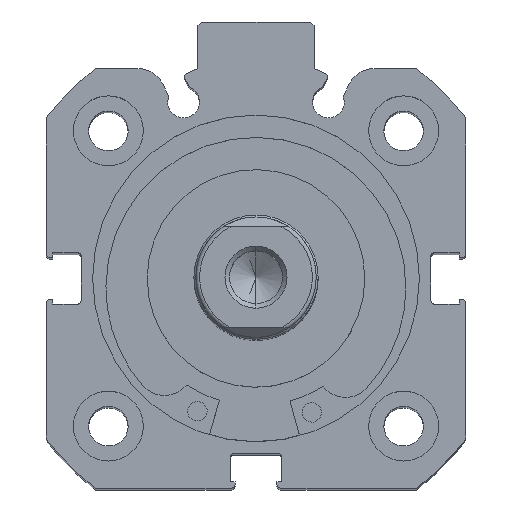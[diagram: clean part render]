
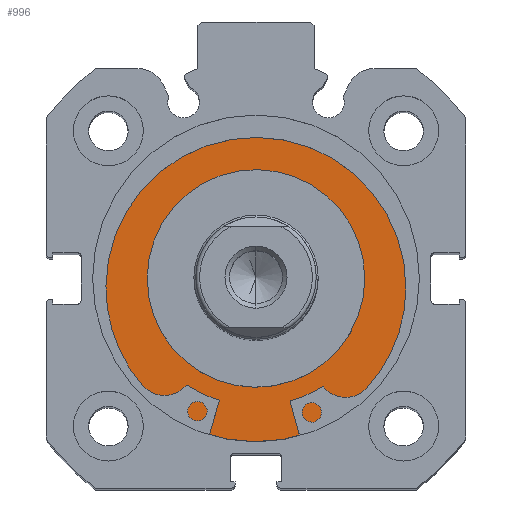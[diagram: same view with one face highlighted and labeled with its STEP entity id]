
A CAD part, top view. The second image highlights one B-rep face of the part: STEP entity #996.
In plain terms, the highlighted face is planar.
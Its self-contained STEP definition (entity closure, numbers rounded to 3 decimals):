
#9 = DIRECTION ( 'NONE',  ( 0., 0., 1. ) ) ;
#11 = DIRECTION ( 'NONE',  ( -1., 0., 0. ) ) ;
#14 = CARTESIAN_POINT ( 'NONE',  ( 3.5, 0., 0. ) ) ;
#22 = DIRECTION ( 'NONE',  ( 0., 0., 1. ) ) ;
#24 = DIRECTION ( 'NONE',  ( -1., 0., 0. ) ) ;
#26 = CARTESIAN_POINT ( 'NONE',  ( 3.5, 0., 0. ) ) ;
#996 = ADVANCED_FACE ( 'NONE', ( #2886, #2891 ), #3535, .F. ) ;
#1240 = EDGE_CURVE ( 'NONE', #7383, #7486, #3419, .T. ) ;
#1244 = EDGE_CURVE ( 'NONE', #7297, #7315, #3422, .T. ) ;
#1259 = EDGE_CURVE ( 'NONE', #7315, #7297, #3443, .T. ) ;
#1264 = EDGE_CURVE ( 'NONE', #7486, #7383, #3449, .T. ) ;
#1838 = AXIS2_PLACEMENT_3D ( 'NONE', #3533, #2437, #2436 ) ;
#2104 = AXIS2_PLACEMENT_3D ( 'NONE', #26, #24, #22 ) ;
#2109 = AXIS2_PLACEMENT_3D ( 'NONE', #14, #11, #9 ) ;
#2115 = AXIS2_PLACEMENT_3D ( 'NONE', #3566, #3567, #3568 ) ;
#2120 = AXIS2_PLACEMENT_3D ( 'NONE', #3579, #3581, #3582 ) ;
#2436 = DIRECTION ( 'NONE',  ( 0., 0., -1. ) ) ;
#2437 = DIRECTION ( 'NONE',  ( 1., 0., 0. ) ) ;
#2589 = ORIENTED_EDGE ( 'NONE', *, *, #1264, .F. ) ;
#2593 = ORIENTED_EDGE ( 'NONE', *, *, #1259, .T. ) ;
#2625 = ORIENTED_EDGE ( 'NONE', *, *, #1240, .F. ) ;
#2886 = FACE_BOUND ( 'NONE', #4822, .T. ) ;
#2891 = FACE_OUTER_BOUND ( 'NONE', #4767, .T. ) ;
#3419 = CIRCLE ( 'NONE', #2104, 14. ) ;
#3422 = CIRCLE ( 'NONE', #2109, 21. ) ;
#3443 = CIRCLE ( 'NONE', #2115, 21. ) ;
#3449 = CIRCLE ( 'NONE', #2120, 14. ) ;
#3533 = CARTESIAN_POINT ( 'NONE',  ( 3.5, 21., 0. ) ) ;
#3535 = PLANE ( 'NONE',  #1838 ) ;
#3566 = CARTESIAN_POINT ( 'NONE',  ( 3.5, 0., 0. ) ) ;
#3567 = DIRECTION ( 'NONE',  ( -1., 0., 0. ) ) ;
#3568 = DIRECTION ( 'NONE',  ( 0., 0., 1. ) ) ;
#3579 = CARTESIAN_POINT ( 'NONE',  ( 3.5, 0., 0. ) ) ;
#3581 = DIRECTION ( 'NONE',  ( -1., 0., 0. ) ) ;
#3582 = DIRECTION ( 'NONE',  ( 0., 0., 1. ) ) ;
#4767 = EDGE_LOOP ( 'NONE', ( #6873, #2593 ) ) ;
#4822 = EDGE_LOOP ( 'NONE', ( #2625, #2589 ) ) ;
#6368 = CARTESIAN_POINT ( 'NONE',  ( 3.5, 0., 21. ) ) ;
#6386 = CARTESIAN_POINT ( 'NONE',  ( 3.5, 0., -21. ) ) ;
#6454 = CARTESIAN_POINT ( 'NONE',  ( 3.5, 0., 14. ) ) ;
#6557 = CARTESIAN_POINT ( 'NONE',  ( 3.5, 0., -14. ) ) ;
#6873 = ORIENTED_EDGE ( 'NONE', *, *, #1244, .T. ) ;
#7297 = VERTEX_POINT ( 'NONE', #6368 ) ;
#7315 = VERTEX_POINT ( 'NONE', #6386 ) ;
#7383 = VERTEX_POINT ( 'NONE', #6454 ) ;
#7486 = VERTEX_POINT ( 'NONE', #6557 ) ;
